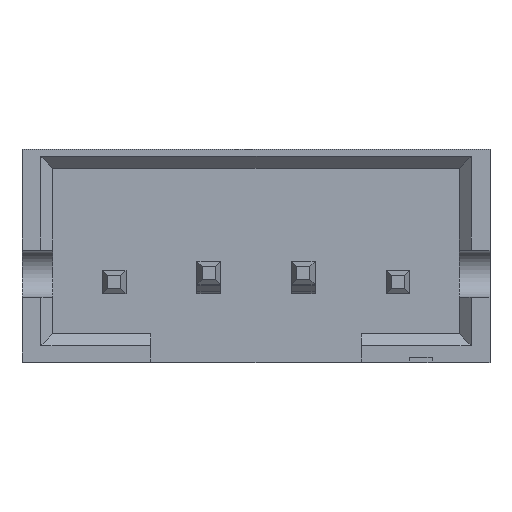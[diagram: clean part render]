
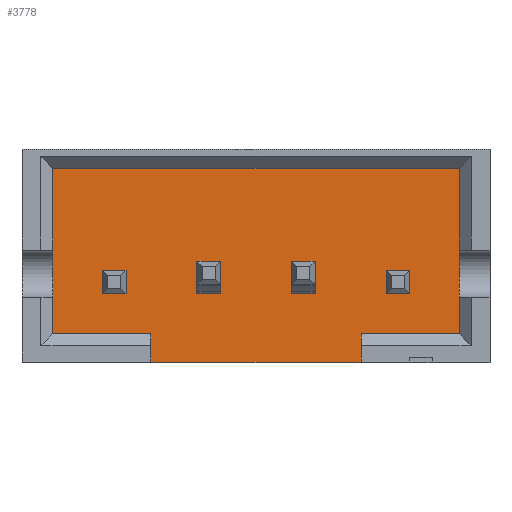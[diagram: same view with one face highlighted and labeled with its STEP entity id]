
A CAD part, top view. The second image highlights one B-rep face of the part: STEP entity #3778.
In plain terms, the highlighted planar face has unit normal (0, 0, 1).
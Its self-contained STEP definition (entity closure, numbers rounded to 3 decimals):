
#18=FACE_BOUND('',#437,.T.);
#19=FACE_BOUND('',#438,.T.);
#20=FACE_BOUND('',#439,.T.);
#21=FACE_BOUND('',#440,.T.);
#202=FACE_OUTER_BOUND('',#436,.T.);
#436=EDGE_LOOP('',(#2832,#2833,#2834,#2835,#2836,#2837,#2838,#2839));
#437=EDGE_LOOP('',(#2840,#2841,#2842,#2843,#2844,#2845));
#438=EDGE_LOOP('',(#2846,#2847,#2848,#2849,#2850,#2851));
#439=EDGE_LOOP('',(#2852,#2853,#2854,#2855));
#440=EDGE_LOOP('',(#2856,#2857,#2858,#2859));
#581=LINE('',#5275,#1067);
#588=LINE('',#5289,#1074);
#594=LINE('',#5301,#1080);
#655=LINE('',#5445,#1141);
#662=LINE('',#5461,#1148);
#670=LINE('',#5478,#1156);
#676=LINE('',#5490,#1162);
#679=LINE('',#5495,#1165);
#741=LINE('',#5644,#1227);
#773=LINE('',#5715,#1259);
#802=LINE('',#5770,#1288);
#803=LINE('',#5773,#1289);
#804=LINE('',#5775,#1290);
#805=LINE('',#5777,#1291);
#806=LINE('',#5779,#1292);
#807=LINE('',#5781,#1293);
#808=LINE('',#5782,#1294);
#809=LINE('',#5784,#1295);
#810=LINE('',#5785,#1296);
#811=LINE('',#5787,#1297);
#812=LINE('',#5789,#1298);
#813=LINE('',#5791,#1299);
#814=LINE('',#5793,#1300);
#815=LINE('',#5794,#1301);
#816=LINE('',#5797,#1302);
#817=LINE('',#5799,#1303);
#818=LINE('',#5801,#1304);
#819=LINE('',#5802,#1305);
#1067=VECTOR('',#4218,10.);
#1074=VECTOR('',#4229,10.);
#1080=VECTOR('',#4239,10.);
#1141=VECTOR('',#4396,1000.);
#1148=VECTOR('',#4407,1000.);
#1156=VECTOR('',#4419,1000.);
#1162=VECTOR('',#4429,1000.);
#1165=VECTOR('',#4434,1000.);
#1227=VECTOR('',#4594,1000.);
#1259=VECTOR('',#4646,1000.);
#1288=VECTOR('',#4683,1000.);
#1289=VECTOR('',#4686,1000.);
#1290=VECTOR('',#4687,1000.);
#1291=VECTOR('',#4688,1000.);
#1292=VECTOR('',#4689,1000.);
#1293=VECTOR('',#4690,1000.);
#1294=VECTOR('',#4691,1000.);
#1295=VECTOR('',#4692,1000.);
#1296=VECTOR('',#4693,1000.);
#1297=VECTOR('',#4694,10.);
#1298=VECTOR('',#4695,1000.);
#1299=VECTOR('',#4696,1000.);
#1300=VECTOR('',#4697,10.);
#1301=VECTOR('',#4698,10.);
#1302=VECTOR('',#4699,10.);
#1303=VECTOR('',#4700,10.);
#1304=VECTOR('',#4701,10.);
#1305=VECTOR('',#4702,10.);
#1553=VERTEX_POINT('',#5273);
#1554=VERTEX_POINT('',#5274);
#1559=VERTEX_POINT('',#5288);
#1563=VERTEX_POINT('',#5300);
#1598=VERTEX_POINT('',#5443);
#1604=VERTEX_POINT('',#5459);
#1605=VERTEX_POINT('',#5460);
#1612=VERTEX_POINT('',#5477);
#1616=VERTEX_POINT('',#5489);
#1652=VERTEX_POINT('',#5637);
#1655=VERTEX_POINT('',#5642);
#1683=VERTEX_POINT('',#5711);
#1684=VERTEX_POINT('',#5713);
#1706=VERTEX_POINT('',#5768);
#1707=VERTEX_POINT('',#5772);
#1708=VERTEX_POINT('',#5774);
#1709=VERTEX_POINT('',#5776);
#1710=VERTEX_POINT('',#5778);
#1711=VERTEX_POINT('',#5780);
#1712=VERTEX_POINT('',#5783);
#1713=VERTEX_POINT('',#5786);
#1714=VERTEX_POINT('',#5788);
#1715=VERTEX_POINT('',#5790);
#1716=VERTEX_POINT('',#5792);
#1717=VERTEX_POINT('',#5795);
#1718=VERTEX_POINT('',#5796);
#1719=VERTEX_POINT('',#5798);
#1720=VERTEX_POINT('',#5800);
#1865=EDGE_CURVE('',#1553,#1554,#581,.T.);
#1872=EDGE_CURVE('',#1559,#1553,#588,.T.);
#1878=EDGE_CURVE('',#1563,#1559,#594,.T.);
#1951=EDGE_CURVE('',#1598,#1554,#655,.T.);
#1958=EDGE_CURVE('',#1604,#1605,#662,.T.);
#1966=EDGE_CURVE('',#1605,#1612,#670,.T.);
#1972=EDGE_CURVE('',#1616,#1604,#676,.T.);
#1975=EDGE_CURVE('',#1612,#1616,#679,.T.);
#2049=EDGE_CURVE('',#1655,#1652,#741,.T.);
#2083=EDGE_CURVE('',#1683,#1684,#773,.T.);
#2112=EDGE_CURVE('',#1684,#1706,#802,.T.);
#2113=EDGE_CURVE('',#1706,#1707,#803,.T.);
#2114=EDGE_CURVE('',#1708,#1707,#804,.T.);
#2115=EDGE_CURVE('',#1708,#1709,#805,.T.);
#2116=EDGE_CURVE('',#1709,#1710,#806,.T.);
#2117=EDGE_CURVE('',#1710,#1711,#807,.T.);
#2118=EDGE_CURVE('',#1711,#1683,#808,.T.);
#2119=EDGE_CURVE('',#1712,#1598,#809,.T.);
#2120=EDGE_CURVE('',#1563,#1712,#810,.T.);
#2121=EDGE_CURVE('',#1652,#1713,#811,.T.);
#2122=EDGE_CURVE('',#1714,#1655,#812,.T.);
#2123=EDGE_CURVE('',#1715,#1714,#813,.T.);
#2124=EDGE_CURVE('',#1716,#1715,#814,.T.);
#2125=EDGE_CURVE('',#1713,#1716,#815,.T.);
#2126=EDGE_CURVE('',#1717,#1718,#816,.T.);
#2127=EDGE_CURVE('',#1719,#1717,#817,.T.);
#2128=EDGE_CURVE('',#1720,#1719,#818,.T.);
#2129=EDGE_CURVE('',#1718,#1720,#819,.T.);
#2832=ORIENTED_EDGE('',*,*,#2113,.T.);
#2833=ORIENTED_EDGE('',*,*,#2114,.F.);
#2834=ORIENTED_EDGE('',*,*,#2115,.T.);
#2835=ORIENTED_EDGE('',*,*,#2116,.T.);
#2836=ORIENTED_EDGE('',*,*,#2117,.T.);
#2837=ORIENTED_EDGE('',*,*,#2118,.T.);
#2838=ORIENTED_EDGE('',*,*,#2083,.T.);
#2839=ORIENTED_EDGE('',*,*,#2112,.T.);
#2840=ORIENTED_EDGE('',*,*,#1865,.T.);
#2841=ORIENTED_EDGE('',*,*,#1951,.F.);
#2842=ORIENTED_EDGE('',*,*,#2119,.F.);
#2843=ORIENTED_EDGE('',*,*,#2120,.F.);
#2844=ORIENTED_EDGE('',*,*,#1878,.T.);
#2845=ORIENTED_EDGE('',*,*,#1872,.T.);
#2846=ORIENTED_EDGE('',*,*,#2121,.F.);
#2847=ORIENTED_EDGE('',*,*,#2049,.F.);
#2848=ORIENTED_EDGE('',*,*,#2122,.F.);
#2849=ORIENTED_EDGE('',*,*,#2123,.F.);
#2850=ORIENTED_EDGE('',*,*,#2124,.F.);
#2851=ORIENTED_EDGE('',*,*,#2125,.F.);
#2852=ORIENTED_EDGE('',*,*,#1975,.T.);
#2853=ORIENTED_EDGE('',*,*,#1972,.T.);
#2854=ORIENTED_EDGE('',*,*,#1958,.T.);
#2855=ORIENTED_EDGE('',*,*,#1966,.T.);
#2856=ORIENTED_EDGE('',*,*,#2126,.F.);
#2857=ORIENTED_EDGE('',*,*,#2127,.F.);
#2858=ORIENTED_EDGE('',*,*,#2128,.F.);
#2859=ORIENTED_EDGE('',*,*,#2129,.F.);
#3560=PLANE('',#4049);
#3778=ADVANCED_FACE('',(#202,#18,#19,#20,#21),#3560,.T.);
#4049=AXIS2_PLACEMENT_3D('',#5771,#4684,#4685);
#4218=DIRECTION('',(0.,-1.,0.));
#4229=DIRECTION('',(1.,0.,0.));
#4239=DIRECTION('',(0.,1.,0.));
#4396=DIRECTION('',(0.,1.,0.));
#4407=DIRECTION('',(1.,0.,0.));
#4419=DIRECTION('',(0.,-1.,0.));
#4429=DIRECTION('',(0.,1.,0.));
#4434=DIRECTION('',(-1.,0.,0.));
#4594=DIRECTION('',(0.,1.,0.));
#4646=DIRECTION('',(1.,0.,0.));
#4683=DIRECTION('',(0.,-1.,0.));
#4684=DIRECTION('center_axis',(0.,0.,
1.));
#4685=DIRECTION('ref_axis',(0.,-1.,0.));
#4686=DIRECTION('',(1.,0.,0.));
#4687=DIRECTION('',(0.,-1.,0.));
#4688=DIRECTION('',(1.,0.,0.));
#4689=DIRECTION('',(0.,1.,0.));
#4690=DIRECTION('',(-1.,0.,0.));
#4691=DIRECTION('',(0.,-1.,0.));
#4692=DIRECTION('',(1.,0.,0.));
#4693=DIRECTION('',(0.,-1.,0.));
#4694=DIRECTION('',(0.,1.,0.));
#4695=DIRECTION('',(1.,0.,0.));
#4696=DIRECTION('',(0.,-1.,0.));
#4697=DIRECTION('',(0.,-1.,0.));
#4698=DIRECTION('',(-1.,0.,0.));
#4699=DIRECTION('',(0.,1.,0.));
#4700=DIRECTION('',(1.,0.,0.));
#4701=DIRECTION('',(0.,-1.,0.));
#4702=DIRECTION('',(-1.,0.,0.));
#5273=CARTESIAN_POINT('',(-0.75,-0.11,1.75));
#5274=CARTESIAN_POINT('',(-0.75,-0.61,1.75));
#5275=CARTESIAN_POINT('',(-0.75,-0.055,1.75));
#5288=CARTESIAN_POINT('',(-1.25,-0.11,1.75));
#5289=CARTESIAN_POINT('',(-1.625,-0.11,1.75));
#5300=CARTESIAN_POINT('',(-1.25,-0.61,1.75));
#5301=CARTESIAN_POINT('',(-1.25,-0.055,1.75));
#5443=CARTESIAN_POINT('',(-0.75,-0.8,1.75));
#5445=CARTESIAN_POINT('',(-0.75,-0.3,1.75));
#5459=CARTESIAN_POINT('',(2.75,-0.3,1.75));
#5460=CARTESIAN_POINT('',(3.25,-0.3,1.75));
#5461=CARTESIAN_POINT('',(2.,-0.3,1.75));
#5477=CARTESIAN_POINT('',(3.25,-0.8,1.75));
#5478=CARTESIAN_POINT('',(3.25,0.,1.75));
#5489=CARTESIAN_POINT('',(2.75,-0.8,1.75));
#5490=CARTESIAN_POINT('',(2.75,0.,1.75));
#5495=CARTESIAN_POINT('',(2.,-0.8,1.75));
#5637=CARTESIAN_POINT('',(1.25,-0.61,1.75));
#5642=CARTESIAN_POINT('',(1.25,-0.8,1.75));
#5644=CARTESIAN_POINT('',(1.25,-0.3,1.75));
#5711=CARTESIAN_POINT('',(-4.3,-1.65,1.75));
#5713=CARTESIAN_POINT('',(-2.225,-1.65,1.75));
#5715=CARTESIAN_POINT('',(-4.3,-1.65,1.75));
#5768=CARTESIAN_POINT('',(-2.225,-2.25,1.75));
#5770=CARTESIAN_POINT('',(-2.225,2.624,1.75));
#5771=CARTESIAN_POINT('Origin',(-2.,0.,1.75));
#5772=CARTESIAN_POINT('',(2.225,-2.25,1.75));
#5773=CARTESIAN_POINT('',(-1.775,-2.25,1.75));
#5774=CARTESIAN_POINT('',(2.225,-1.65,1.75));
#5775=CARTESIAN_POINT('',(2.225,2.624,1.75));
#5776=CARTESIAN_POINT('',(4.3,-1.65,1.75));
#5777=CARTESIAN_POINT('',(-0.3,-1.65,1.75));
#5778=CARTESIAN_POINT('',(4.3,1.85,1.75));
#5779=CARTESIAN_POINT('',(4.3,1.85,1.75));
#5780=CARTESIAN_POINT('',(-4.3,1.85,1.75));
#5781=CARTESIAN_POINT('',(-4.3,1.85,1.75));
#5782=CARTESIAN_POINT('',(-4.3,1.85,1.75));
#5783=CARTESIAN_POINT('',(-1.25,-0.8,1.75));
#5784=CARTESIAN_POINT('',(-1.25,-0.8,1.75));
#5785=CARTESIAN_POINT('',(-1.25,-0.3,1.75));
#5786=CARTESIAN_POINT('',(1.25,-0.11,1.75));
#5787=CARTESIAN_POINT('',(1.25,-0.055,1.75));
#5788=CARTESIAN_POINT('',(0.75,-0.8,1.75));
#5789=CARTESIAN_POINT('',(0.75,-0.8,1.75));
#5790=CARTESIAN_POINT('',(0.75,-0.61,1.75));
#5791=CARTESIAN_POINT('',(0.75,-0.3,1.75));
#5792=CARTESIAN_POINT('',(0.75,-0.11,1.75));
#5793=CARTESIAN_POINT('',(0.75,-0.055,1.75));
#5794=CARTESIAN_POINT('',(-0.625,-0.11,1.75));
#5795=CARTESIAN_POINT('',(-2.75,-0.8,1.75));
#5796=CARTESIAN_POINT('',(-2.75,-0.3,1.75));
#5797=CARTESIAN_POINT('',(-2.75,-0.4,1.75));
#5798=CARTESIAN_POINT('',(-3.25,-0.8,1.75));
#5799=CARTESIAN_POINT('',(-2.625,-0.8,1.75));
#5800=CARTESIAN_POINT('',(-3.25,-0.3,1.75));
#5801=CARTESIAN_POINT('',(-3.25,-0.4,1.75));
#5802=CARTESIAN_POINT('',(-2.625,-0.3,1.75));
